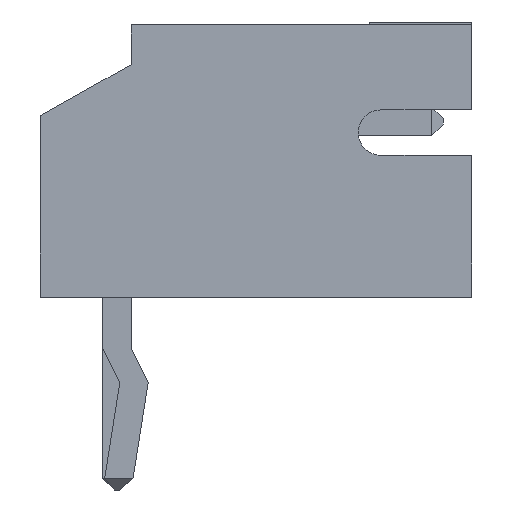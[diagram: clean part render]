
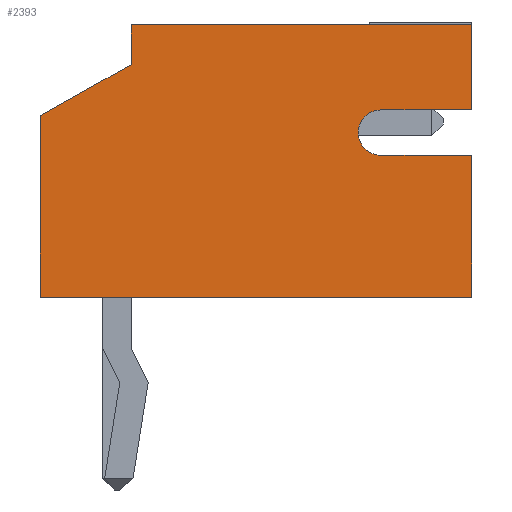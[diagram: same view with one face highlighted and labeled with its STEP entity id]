
A CAD part, left-side view. The second image highlights one B-rep face of the part: STEP entity #2393.
In plain terms, the highlighted planar face has unit normal (-1, 0, 0).
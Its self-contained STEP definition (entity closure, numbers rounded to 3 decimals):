
#1330 = VERTEX_POINT('',#1331);
#1331 = CARTESIAN_POINT('',(-1.95,-6.25,4.8));
#1337 = EDGE_CURVE('',#1330,#1338,#1340,.T.);
#1338 = VERTEX_POINT('',#1339);
#1339 = CARTESIAN_POINT('',(-1.95,-6.25,3.3));
#1340 = LINE('',#1341,#1342);
#1341 = CARTESIAN_POINT('',(-1.95,-6.25,4.8));
#1342 = VECTOR('',#1343,1.);
#1343 = DIRECTION('',(0.,0.,-1.));
#2346 = EDGE_CURVE('',#2347,#1330,#2349,.T.);
#2347 = VERTEX_POINT('',#2348);
#2348 = CARTESIAN_POINT('',(-1.95,-0.25,4.8));
#2349 = LINE('',#2350,#2351);
#2350 = CARTESIAN_POINT('',(-1.95,-0.25,4.8));
#2351 = VECTOR('',#2352,1.);
#2352 = DIRECTION('',(0.,-1.,0.));
#2393 = ADVANCED_FACE('',(#2394),#2469,.T.);
#2394 = FACE_BOUND('',#2395,.T.);
#2395 = EDGE_LOOP('',(#2396,#2404,#2412,#2420,#2428,#2436,#2444,#2452,
#2461,#2467,#2468));
#2396 = ORIENTED_EDGE('',*,*,#2397,.T.);
#2397 = EDGE_CURVE('',#2347,#2398,#2400,.T.);
#2398 = VERTEX_POINT('',#2399);
#2399 = CARTESIAN_POINT('',(-1.95,-0.25,4.1));
#2400 = LINE('',#2401,#2402);
#2401 = CARTESIAN_POINT('',(-1.95,-0.25,4.8));
#2402 = VECTOR('',#2403,1.);
#2403 = DIRECTION('',(0.,0.,-1.));
#2404 = ORIENTED_EDGE('',*,*,#2405,.T.);
#2405 = EDGE_CURVE('',#2398,#2406,#2408,.T.);
#2406 = VERTEX_POINT('',#2407);
#2407 = CARTESIAN_POINT('',(-1.95,1.35,3.2));
#2408 = LINE('',#2409,#2410);
#2409 = CARTESIAN_POINT('',(-1.95,-0.25,4.1));
#2410 = VECTOR('',#2411,1.);
#2411 = DIRECTION('',(0.,0.872,-0.49
));
#2412 = ORIENTED_EDGE('',*,*,#2413,.T.);
#2413 = EDGE_CURVE('',#2406,#2414,#2416,.T.);
#2414 = VERTEX_POINT('',#2415);
#2415 = CARTESIAN_POINT('',(-1.95,1.35,0.));
#2416 = LINE('',#2417,#2418);
#2417 = CARTESIAN_POINT('',(-1.95,1.35,3.2));
#2418 = VECTOR('',#2419,1.);
#2419 = DIRECTION('',(0.,0.,-1.));
#2420 = ORIENTED_EDGE('',*,*,#2421,.T.);
#2421 = EDGE_CURVE('',#2414,#2422,#2424,.T.);
#2422 = VERTEX_POINT('',#2423);
#2423 = CARTESIAN_POINT('',(-1.95,-6.25,0.));
#2424 = LINE('',#2425,#2426);
#2425 = CARTESIAN_POINT('',(-1.95,1.35,0.));
#2426 = VECTOR('',#2427,1.);
#2427 = DIRECTION('',(0.,-1.,0.));
#2428 = ORIENTED_EDGE('',*,*,#2429,.T.);
#2429 = EDGE_CURVE('',#2422,#2430,#2432,.T.);
#2430 = VERTEX_POINT('',#2431);
#2431 = CARTESIAN_POINT('',(-1.95,-6.25,0.3));
#2432 = LINE('',#2433,#2434);
#2433 = CARTESIAN_POINT('',(-1.95,-6.25,0.));
#2434 = VECTOR('',#2435,1.);
#2435 = DIRECTION('',(0.,0.,1.));
#2436 = ORIENTED_EDGE('',*,*,#2437,.F.);
#2437 = EDGE_CURVE('',#2438,#2430,#2440,.T.);
#2438 = VERTEX_POINT('',#2439);
#2439 = CARTESIAN_POINT('',(-1.95,-6.25,2.5));
#2440 = LINE('',#2441,#2442);
#2441 = CARTESIAN_POINT('',(-1.95,-6.25,4.8));
#2442 = VECTOR('',#2443,1.);
#2443 = DIRECTION('',(0.,0.,-1.));
#2444 = ORIENTED_EDGE('',*,*,#2445,.F.);
#2445 = EDGE_CURVE('',#2446,#2438,#2448,.T.);
#2446 = VERTEX_POINT('',#2447);
#2447 = CARTESIAN_POINT('',(-1.95,-4.65,2.5));
#2448 = LINE('',#2449,#2450);
#2449 = CARTESIAN_POINT('',(-1.95,-2.45,2.5));
#2450 = VECTOR('',#2451,1.);
#2451 = DIRECTION('',(0.,-1.,0.));
#2452 = ORIENTED_EDGE('',*,*,#2453,.T.);
#2453 = EDGE_CURVE('',#2446,#2454,#2456,.T.);
#2454 = VERTEX_POINT('',#2455);
#2455 = CARTESIAN_POINT('',(-1.95,-4.65,3.3));
#2456 = CIRCLE('',#2457,0.4);
#2457 = AXIS2_PLACEMENT_3D('',#2458,#2459,#2460);
#2458 = CARTESIAN_POINT('',(-1.95,-4.65,2.9));
#2459 = DIRECTION('',(1.,0.,0.));
#2460 = DIRECTION('',(0.,0.,1.));
#2461 = ORIENTED_EDGE('',*,*,#2462,.F.);
#2462 = EDGE_CURVE('',#1338,#2454,#2463,.T.);
#2463 = LINE('',#2464,#2465);
#2464 = CARTESIAN_POINT('',(-1.95,-3.25,3.3));
#2465 = VECTOR('',#2466,1.);
#2466 = DIRECTION('',(0.,1.,0.));
#2467 = ORIENTED_EDGE('',*,*,#1337,.F.);
#2468 = ORIENTED_EDGE('',*,*,#2346,.F.);
#2469 = PLANE('',#2470);
#2470 = AXIS2_PLACEMENT_3D('',#2471,#2472,#2473);
#2471 = CARTESIAN_POINT('',(-1.95,-0.25,4.8));
#2472 = DIRECTION('',(-1.,0.,0.));
#2473 = DIRECTION('',(0.,0.,1.));
